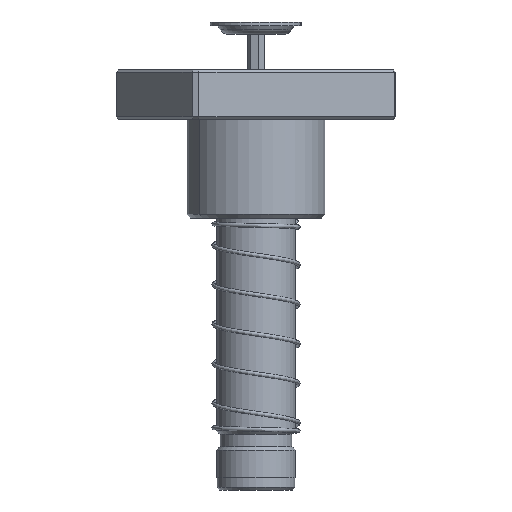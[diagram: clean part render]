
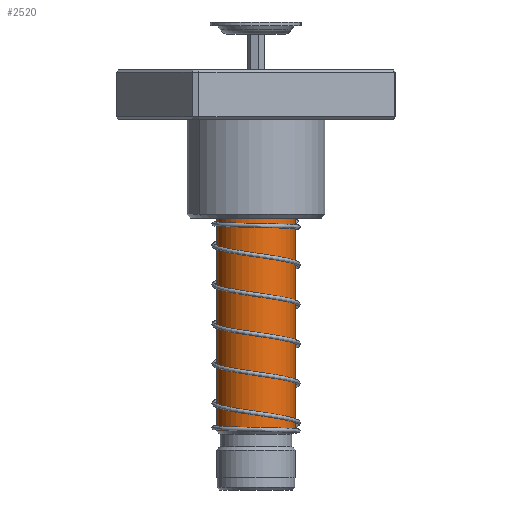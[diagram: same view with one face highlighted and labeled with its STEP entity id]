
A CAD part, front view. The second image highlights one B-rep face of the part: STEP entity #2520.
In plain terms, the highlighted cylindrical face has radius 16 mm (diameter 32 mm), a partial arc.
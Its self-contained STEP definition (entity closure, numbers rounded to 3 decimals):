
#396 = CIRCLE ( 'NONE', #36732, 16. ) ;
#1448 = ORIENTED_EDGE ( 'NONE', *, *, #19754, .T. ) ;
#1858 = DIRECTION ( 'NONE',  ( 0., 0., -1. ) ) ;
#2520 = ADVANCED_FACE ( 'NONE', ( #27373 ), #20731, .T. ) ;
#4154 = DIRECTION ( 'NONE',  ( 0., 0., -1. ) ) ;
#4589 = DIRECTION ( 'NONE',  ( 0., 0., -1. ) ) ;
#5802 = LINE ( 'NONE', #10479, #46597 ) ;
#6192 = CIRCLE ( 'NONE', #27761, 16. ) ;
#7144 = CARTESIAN_POINT ( 'NONE',  ( -16., 0., 24. ) ) ;
#7805 = EDGE_CURVE ( 'NONE', #50781, #46160, #27832, .T. ) ;
#8036 = CARTESIAN_POINT ( 'NONE',  ( 0., 0., 167.5 ) ) ;
#8582 = DIRECTION ( 'NONE',  ( -1., 0., 0. ) ) ;
#8845 = VERTEX_POINT ( 'NONE', #7144 ) ;
#10479 = CARTESIAN_POINT ( 'NONE',  ( -16., 0., 170. ) ) ;
#15107 = CARTESIAN_POINT ( 'NONE',  ( 16., 0., 167.5 ) ) ;
#16094 = ORIENTED_EDGE ( 'NONE', *, *, #45744, .T. ) ;
#17806 = CARTESIAN_POINT ( 'NONE',  ( 16., 0., 24. ) ) ;
#19754 = EDGE_CURVE ( 'NONE', #50781, #31782, #6192, .T. ) ;
#20096 = CARTESIAN_POINT ( 'NONE',  ( 16., 0., 170. ) ) ;
#20463 = ORIENTED_EDGE ( 'NONE', *, *, #29084, .F. ) ;
#20731 = CYLINDRICAL_SURFACE ( 'NONE', #46085, 16. ) ;
#25922 = DIRECTION ( 'NONE',  ( 1., 0., 0. ) ) ;
#27373 = FACE_OUTER_BOUND ( 'NONE', #45956, .T. ) ;
#27395 = DIRECTION ( 'NONE',  ( -1., 0., 0. ) ) ;
#27761 = AXIS2_PLACEMENT_3D ( 'NONE', #8036, #37520, #25922 ) ;
#27832 = LINE ( 'NONE', #20096, #33085 ) ;
#29084 = EDGE_CURVE ( 'NONE', #46160, #8845, #396, .T. ) ;
#31782 = VERTEX_POINT ( 'NONE', #43461 ) ;
#33085 = VECTOR ( 'NONE', #4589, 1000. ) ;
#33792 = ORIENTED_EDGE ( 'NONE', *, *, #7805, .F. ) ;
#35712 = CARTESIAN_POINT ( 'NONE',  ( 0., 0., 24. ) ) ;
#36732 = AXIS2_PLACEMENT_3D ( 'NONE', #35712, #44313, #27395 ) ;
#37520 = DIRECTION ( 'NONE',  ( 0., 0., -1. ) ) ;
#43461 = CARTESIAN_POINT ( 'NONE',  ( -16., 0., 167.5 ) ) ;
#44313 = DIRECTION ( 'NONE',  ( 0., 0., -1. ) ) ;
#45744 = EDGE_CURVE ( 'NONE', #31782, #8845, #5802, .T. ) ;
#45956 = EDGE_LOOP ( 'NONE', ( #33792, #1448, #16094, #20463 ) ) ;
#46085 = AXIS2_PLACEMENT_3D ( 'NONE', #53031, #4154, #8582 ) ;
#46160 = VERTEX_POINT ( 'NONE', #17806 ) ;
#46597 = VECTOR ( 'NONE', #1858, 1000. ) ;
#50781 = VERTEX_POINT ( 'NONE', #15107 ) ;
#53031 = CARTESIAN_POINT ( 'NONE',  ( 0., 0., 170. ) ) ;
